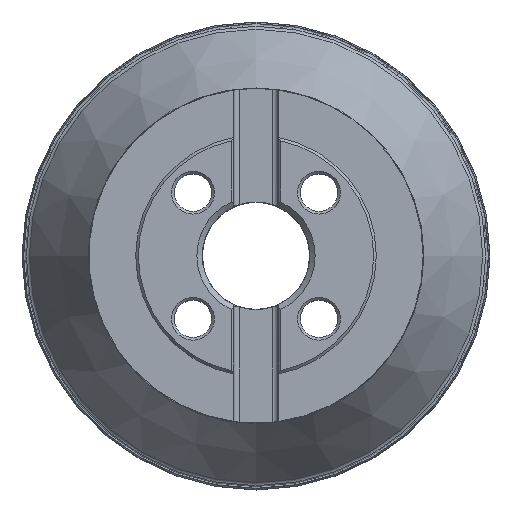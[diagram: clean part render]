
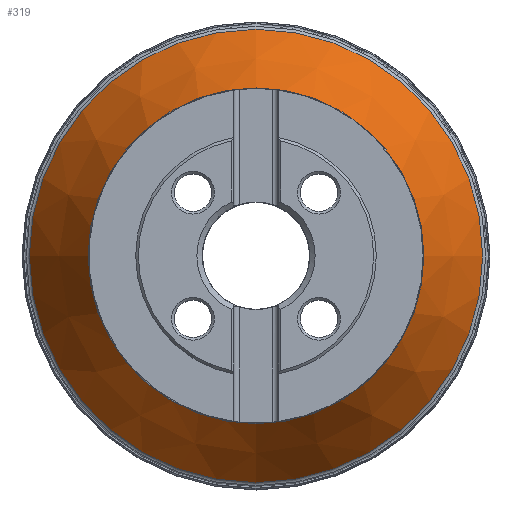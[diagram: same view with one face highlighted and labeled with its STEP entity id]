
A CAD part, top view. The second image highlights one B-rep face of the part: STEP entity #319.
In plain terms, the highlighted conical face has half-angle 30.686 degrees and reference radius 62.5 mm.
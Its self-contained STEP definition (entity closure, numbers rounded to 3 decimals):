
#249=CONICAL_SURFACE('',#1993,62.5,30.686);
#319=ADVANCED_FACE('',(#644,#645),#249,.T.);
#644=FACE_BOUND('',#846,.T.);
#645=FACE_BOUND('',#847,.T.);
#846=EDGE_LOOP('',(#1080));
#847=EDGE_LOOP('',(#1081));
#1080=ORIENTED_EDGE('',*,*,#1633,.T.);
#1081=ORIENTED_EDGE('',*,*,#1634,.T.);
#1459=VERTEX_POINT('',#3163);
#1460=VERTEX_POINT('',#3165);
#1633=EDGE_CURVE('',#1459,#1459,#1844,.T.);
#1634=EDGE_CURVE('',#1460,#1460,#1845,.T.);
#1844=CIRCLE('',#1991,84.746);
#1845=CIRCLE('',#1992,62.78);
#1991=AXIS2_PLACEMENT_3D('',#3162,#2321,#2322);
#1992=AXIS2_PLACEMENT_3D('',#3164,#2323,#2324);
#1993=AXIS2_PLACEMENT_3D('',#3166,#2325,#2326);
#2321=DIRECTION('',(0.,0.,1.));
#2322=DIRECTION('',(-1.,0.,0.));
#2323=DIRECTION('',(0.,0.,-1.));
#2324=DIRECTION('',(-1.,0.,0.));
#2325=DIRECTION('',(0.,0.,-1.));
#2326=DIRECTION('',(-1.,0.,0.));
#3162=CARTESIAN_POINT('',(0.,0.,-49.487));
#3163=CARTESIAN_POINT('',(-84.746,0.,-49.487));
#3164=CARTESIAN_POINT('',(0.,0.,-12.472));
#3165=CARTESIAN_POINT('',(-62.78,0.,-12.472));
#3166=CARTESIAN_POINT('',(0.,0.,-12.));
